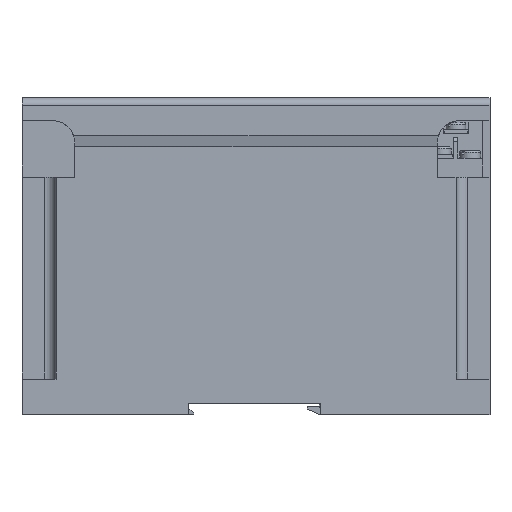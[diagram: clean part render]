
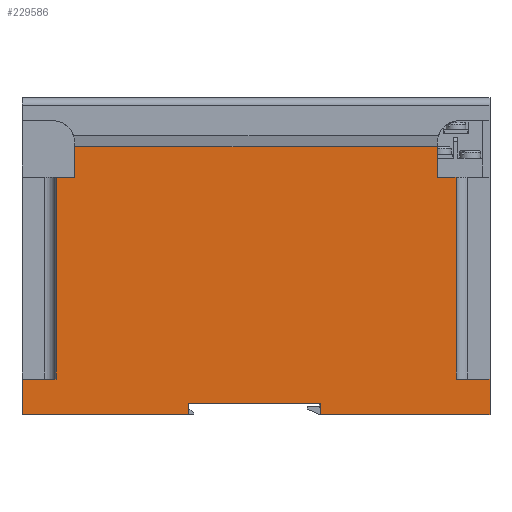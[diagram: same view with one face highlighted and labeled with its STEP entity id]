
A CAD part, left-side view. The second image highlights one B-rep face of the part: STEP entity #229586.
In plain terms, the highlighted planar face has unit normal (-1, 0, 0).
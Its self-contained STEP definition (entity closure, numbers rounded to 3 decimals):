
#2207 = LINE ( 'NONE', #24325, #64452 ) ;
#2386 = VECTOR ( 'NONE', #229430, 1000. ) ;
#3160 = CARTESIAN_POINT ( 'NONE',  ( -21., 0., 63. ) ) ;
#6382 = CARTESIAN_POINT ( 'NONE',  ( -21., 45., 3. ) ) ;
#11224 = DIRECTION ( 'NONE',  ( 0., 0., -1. ) ) ;
#11960 = CARTESIAN_POINT ( 'NONE',  ( -21., 0., 0. ) ) ;
#12032 = VECTOR ( 'NONE', #208117, 1000. ) ;
#12382 = CARTESIAN_POINT ( 'NONE',  ( -21., 9., 63. ) ) ;
#16327 = VERTEX_POINT ( 'NONE', #233589 ) ;
#19419 = DIRECTION ( 'NONE',  ( 1., 0., 0. ) ) ;
#19471 = LINE ( 'NONE', #11960, #264438 ) ;
#21713 = LINE ( 'NONE', #203644, #12032 ) ;
#23573 = CARTESIAN_POINT ( 'NONE',  ( -21., 80., 3. ) ) ;
#23759 = CARTESIAN_POINT ( 'NONE',  ( -21., 9., 9.5 ) ) ;
#24325 = CARTESIAN_POINT ( 'NONE',  ( -21., 110., 71. ) ) ;
#26808 = VERTEX_POINT ( 'NONE', #6382 ) ;
#29951 = ORIENTED_EDGE ( 'NONE', *, *, #140564, .T. ) ;
#30674 = CARTESIAN_POINT ( 'NONE',  ( -21., 80., 0. ) ) ;
#32145 = EDGE_CURVE ( 'NONE', #26808, #249172, #199755, .T. ) ;
#37178 = LINE ( 'NONE', #239667, #69974 ) ;
#37709 = ORIENTED_EDGE ( 'NONE', *, *, #229826, .T. ) ;
#40087 = CARTESIAN_POINT ( 'NONE',  ( -21., 45., 3. ) ) ;
#40940 = EDGE_CURVE ( 'NONE', #89577, #247422, #67399, .T. ) ;
#41823 = DIRECTION ( 'NONE',  ( 0., 1., 0. ) ) ;
#47429 = ORIENTED_EDGE ( 'NONE', *, *, #220269, .T. ) ;
#51313 = CARTESIAN_POINT ( 'NONE',  ( -21., 124., 84. ) ) ;
#52274 = VERTEX_POINT ( 'NONE', #216511 ) ;
#52624 = EDGE_CURVE ( 'NONE', #80029, #204167, #21713, .T. ) ;
#54774 = CARTESIAN_POINT ( 'NONE',  ( -21., 14., 63. ) ) ;
#58051 = CARTESIAN_POINT ( 'NONE',  ( -21., 0., 9.5 ) ) ;
#63606 = DIRECTION ( 'NONE',  ( 0., 1., 0. ) ) ;
#64452 = VECTOR ( 'NONE', #173350, 1000. ) ;
#64960 = EDGE_CURVE ( 'NONE', #249802, #194086, #211356, .T. ) ;
#67399 = LINE ( 'NONE', #221116, #77042 ) ;
#67770 = DIRECTION ( 'NONE',  ( 0., 1., 0. ) ) ;
#69974 = VECTOR ( 'NONE', #11224, 1000. ) ;
#70612 = DIRECTION ( 'NONE',  ( 0., 0., -1. ) ) ;
#70905 = ORIENTED_EDGE ( 'NONE', *, *, #119815, .T. ) ;
#71874 = DIRECTION ( 'NONE',  ( 0., -1., 0. ) ) ;
#72543 = VERTEX_POINT ( 'NONE', #267313 ) ;
#77042 = VECTOR ( 'NONE', #116023, 1000. ) ;
#78130 = AXIS2_PLACEMENT_3D ( 'NONE', #142880, #19419, #141968 ) ;
#80029 = VERTEX_POINT ( 'NONE', #104108 ) ;
#80845 = CARTESIAN_POINT ( 'NONE',  ( -21., 9., 9.5 ) ) ;
#84086 = CARTESIAN_POINT ( 'NONE',  ( -21., 0., 0. ) ) ;
#84567 = ORIENTED_EDGE ( 'NONE', *, *, #40940, .F. ) ;
#85153 = LINE ( 'NONE', #214873, #170389 ) ;
#88267 = EDGE_CURVE ( 'NONE', #52274, #16327, #96766, .T. ) ;
#89577 = VERTEX_POINT ( 'NONE', #185073 ) ;
#89942 = LINE ( 'NONE', #51313, #96453 ) ;
#90340 = EDGE_CURVE ( 'NONE', #72543, #16327, #231722, .T. ) ;
#94353 = VECTOR ( 'NONE', #177740, 1000. ) ;
#95560 = EDGE_CURVE ( 'NONE', #222924, #204167, #182508, .T. ) ;
#96453 = VECTOR ( 'NONE', #70612, 1000. ) ;
#96766 = LINE ( 'NONE', #3160, #263505 ) ;
#98148 = VERTEX_POINT ( 'NONE', #105384 ) ;
#104108 = CARTESIAN_POINT ( 'NONE',  ( -21., 45., 0. ) ) ;
#105384 = CARTESIAN_POINT ( 'NONE',  ( -21., 110., 71. ) ) ;
#110793 = VECTOR ( 'NONE', #161976, 1000. ) ;
#114013 = EDGE_LOOP ( 'NONE', ( #151988, #236542, #169854, #29951, #210540, #212549, #229269, #269704, #37709, #84567, #196786, #70905, #154902, #186939, #176666, #47429 ) ) ;
#116023 = DIRECTION ( 'NONE',  ( 0., 0., -1. ) ) ;
#118131 = EDGE_CURVE ( 'NONE', #249172, #189244, #37178, .T. ) ;
#119815 = EDGE_CURVE ( 'NONE', #98148, #52274, #179648, .T. ) ;
#122551 = CARTESIAN_POINT ( 'NONE',  ( -21., 0., 84. ) ) ;
#123546 = PLANE ( 'NONE',  #78130 ) ;
#128223 = VECTOR ( 'NONE', #206172, 1000. ) ;
#130413 = LINE ( 'NONE', #40087, #254609 ) ;
#140564 = EDGE_CURVE ( 'NONE', #26808, #80029, #130413, .T. ) ;
#141968 = DIRECTION ( 'NONE',  ( 0., 0., -1. ) ) ;
#142880 = CARTESIAN_POINT ( 'NONE',  ( -21., 0., 84. ) ) ;
#148088 = DIRECTION ( 'NONE',  ( 0., 0., 1. ) ) ;
#150885 = FACE_OUTER_BOUND ( 'NONE', #114013, .T. ) ;
#151988 = ORIENTED_EDGE ( 'NONE', *, *, #261328, .T. ) ;
#152434 = VECTOR ( 'NONE', #71874, 1000. ) ;
#154902 = ORIENTED_EDGE ( 'NONE', *, *, #88267, .T. ) ;
#161083 = CARTESIAN_POINT ( 'NONE',  ( -21., 115., 9.5 ) ) ;
#161135 = CARTESIAN_POINT ( 'NONE',  ( -21., 124., 0. ) ) ;
#161976 = DIRECTION ( 'NONE',  ( 0., 0., 1. ) ) ;
#169854 = ORIENTED_EDGE ( 'NONE', *, *, #32145, .F. ) ;
#170389 = VECTOR ( 'NONE', #67770, 1000. ) ;
#172518 = CARTESIAN_POINT ( 'NONE',  ( -21., 124., 9.5 ) ) ;
#173350 = DIRECTION ( 'NONE',  ( 0., -1., 0. ) ) ;
#175303 = LINE ( 'NONE', #176155, #152434 ) ;
#176155 = CARTESIAN_POINT ( 'NONE',  ( -21., 124., 9.5 ) ) ;
#176666 = ORIENTED_EDGE ( 'NONE', *, *, #205133, .F. ) ;
#177740 = DIRECTION ( 'NONE',  ( 0., 0., -1. ) ) ;
#179648 = LINE ( 'NONE', #218677, #94353 ) ;
#181048 = VERTEX_POINT ( 'NONE', #161135 ) ;
#182508 = LINE ( 'NONE', #122551, #2386 ) ;
#185073 = CARTESIAN_POINT ( 'NONE',  ( -21., 14., 71. ) ) ;
#186939 = ORIENTED_EDGE ( 'NONE', *, *, #90340, .F. ) ;
#189244 = VERTEX_POINT ( 'NONE', #30674 ) ;
#194086 = VERTEX_POINT ( 'NONE', #12382 ) ;
#196786 = ORIENTED_EDGE ( 'NONE', *, *, #209966, .F. ) ;
#199755 = LINE ( 'NONE', #23573, #245441 ) ;
#203644 = CARTESIAN_POINT ( 'NONE',  ( -21., 0., 0. ) ) ;
#204167 = VERTEX_POINT ( 'NONE', #84086 ) ;
#205133 = EDGE_CURVE ( 'NONE', #225437, #72543, #175303, .T. ) ;
#206172 = DIRECTION ( 'NONE',  ( 0., -1., 0. ) ) ;
#208117 = DIRECTION ( 'NONE',  ( 0., -1., 0. ) ) ;
#209966 = EDGE_CURVE ( 'NONE', #98148, #89577, #2207, .T. ) ;
#210540 = ORIENTED_EDGE ( 'NONE', *, *, #52624, .T. ) ;
#211356 = LINE ( 'NONE', #23759, #237454 ) ;
#212549 = ORIENTED_EDGE ( 'NONE', *, *, #95560, .F. ) ;
#214873 = CARTESIAN_POINT ( 'NONE',  ( -21., 0., 63. ) ) ;
#216511 = CARTESIAN_POINT ( 'NONE',  ( -21., 110., 63. ) ) ;
#218677 = CARTESIAN_POINT ( 'NONE',  ( -21., 110., 71. ) ) ;
#219638 = CARTESIAN_POINT ( 'NONE',  ( -21., 80., 3. ) ) ;
#220269 = EDGE_CURVE ( 'NONE', #225437, #181048, #89942, .T. ) ;
#221116 = CARTESIAN_POINT ( 'NONE',  ( -21., 14., 71. ) ) ;
#221680 = CARTESIAN_POINT ( 'NONE',  ( -21., 0., 9.5 ) ) ;
#222056 = DIRECTION ( 'NONE',  ( 0., -1., 0. ) ) ;
#222924 = VERTEX_POINT ( 'NONE', #221680 ) ;
#223146 = LINE ( 'NONE', #58051, #128223 ) ;
#225437 = VERTEX_POINT ( 'NONE', #172518 ) ;
#229269 = ORIENTED_EDGE ( 'NONE', *, *, #256676, .F. ) ;
#229430 = DIRECTION ( 'NONE',  ( 0., 0., -1. ) ) ;
#229586 = ADVANCED_FACE ( 'NONE', ( #150885 ), #123546, .F. ) ;
#229826 = EDGE_CURVE ( 'NONE', #194086, #247422, #85153, .T. ) ;
#231722 = LINE ( 'NONE', #161083, #110793 ) ;
#233589 = CARTESIAN_POINT ( 'NONE',  ( -21., 115., 63. ) ) ;
#236542 = ORIENTED_EDGE ( 'NONE', *, *, #118131, .F. ) ;
#237454 = VECTOR ( 'NONE', #148088, 1000. ) ;
#239667 = CARTESIAN_POINT ( 'NONE',  ( -21., 80., 3. ) ) ;
#245441 = VECTOR ( 'NONE', #41823, 1000. ) ;
#247422 = VERTEX_POINT ( 'NONE', #54774 ) ;
#249172 = VERTEX_POINT ( 'NONE', #219638 ) ;
#249802 = VERTEX_POINT ( 'NONE', #80845 ) ;
#254609 = VECTOR ( 'NONE', #270189, 1000. ) ;
#256676 = EDGE_CURVE ( 'NONE', #249802, #222924, #223146, .T. ) ;
#261328 = EDGE_CURVE ( 'NONE', #181048, #189244, #19471, .T. ) ;
#263505 = VECTOR ( 'NONE', #63606, 1000. ) ;
#264438 = VECTOR ( 'NONE', #222056, 1000. ) ;
#267313 = CARTESIAN_POINT ( 'NONE',  ( -21., 115., 9.5 ) ) ;
#269704 = ORIENTED_EDGE ( 'NONE', *, *, #64960, .T. ) ;
#270189 = DIRECTION ( 'NONE',  ( 0., 0., -1. ) ) ;
